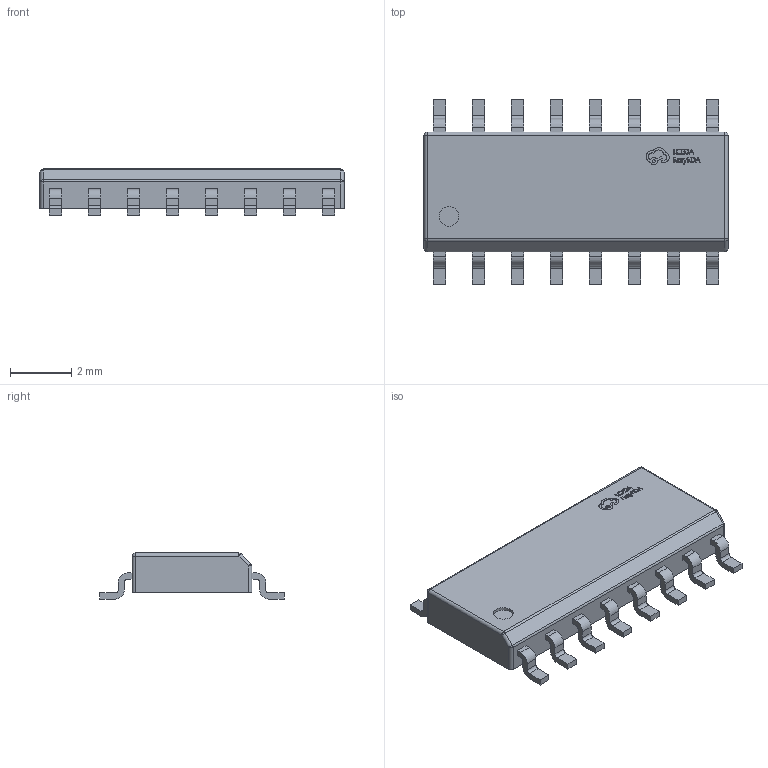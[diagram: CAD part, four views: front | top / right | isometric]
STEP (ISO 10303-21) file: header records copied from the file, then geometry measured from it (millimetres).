
FILE_DESCRIPTION (( 'STEP AP214' ), '1' );
FILE_NAME ('SO-16_L9.9-W3.9-H1.5-P1.27-LS6.0-BL.step', '2022-07-29T06:42:43', ( '' ), ( '' ), 'SwSTEP 2.0', 'SolidWorks 2020', '' );
FILE_SCHEMA (( 'AUTOMOTIVE_DESIGN' ));
Length unit declared in the file: millimetre
Products named in the file (1): SO-16_L9.9-W3.9-H1.5-P1.27-LS6.0-BL
Bounding box: 9.9 x 6 x 1.5 mm (x, y, z)
Volume: 51.3 mm3; surface area: 139.4 mm2
Topology: 2 solids, 2 shells, 460 faces, 1249 edges, 824 vertices
Faces by surface type: plane 279, bspline 98, cylinder 77, sphere 6
Entity records: 19994 total; most frequent: CARTESIAN_POINT 3836, ORIENTED_EDGE 2490, DIRECTION 1925, EDGE_CURVE 1245, LINE 891, VECTOR 891, VERTEX_POINT 824, AXIS2_PLACEMENT_3D 517
